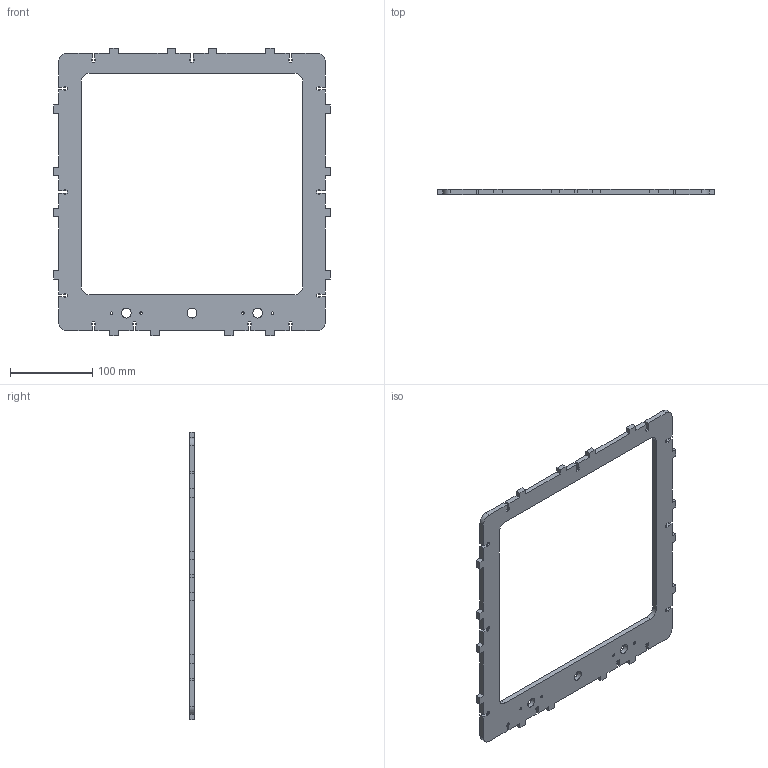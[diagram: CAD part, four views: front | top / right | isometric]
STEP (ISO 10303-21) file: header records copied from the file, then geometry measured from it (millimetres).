
FILE_DESCRIPTION (( 'STEP AP214' ), '1' );
FILE_NAME ('1006-A2P-A.STEP', '2013-05-15T14:36:32', ( '3DAssist' ), ( '' ), 'SwSTEP 2.0', 'SolidWorks 2013', '' );
FILE_SCHEMA (( 'AUTOMOTIVE_DESIGN' ));
Length unit declared in the file: millimetre
Products named in the file (1): 1006-A2P-A
Bounding box: 337.2 x 6 x 349.7 mm (x, y, z)
Volume: 221571.3 mm3; surface area: 92122.4 mm2
Topology: 1 solids, 1 shells, 245 faces, 732 edges, 489 vertices
Faces by surface type: plane 230, cylinder 15
Full cylindrical faces by diameter (mm): 3 x4, 12 x3
Entity records: 8104 total; most frequent: CARTESIAN_POINT 1454, ORIENTED_EDGE 1444, DIRECTION 1244, EDGE_CURVE 722, VECTOR 692, LINE 692, VERTEX_POINT 486, AXIS2_PLACEMENT_3D 276
